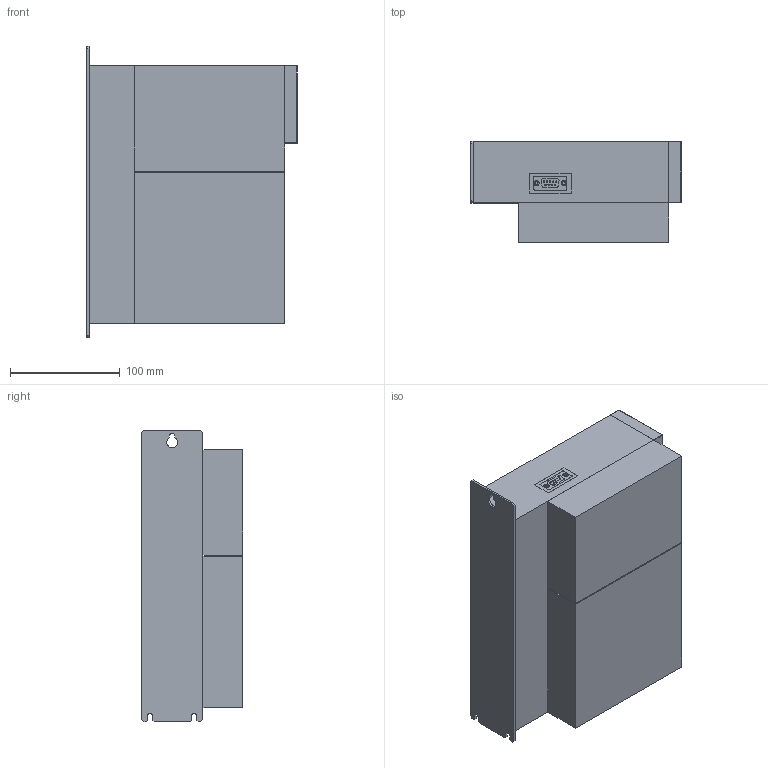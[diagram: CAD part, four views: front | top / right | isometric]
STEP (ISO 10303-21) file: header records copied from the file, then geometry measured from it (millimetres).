
FILE_DESCRIPTION (( 'STEP AP203' ), '1' );
FILE_NAME ('MFC-S024 MFC-S060 + DP Option 1 and 2.STEP', '2024-11-19T17:29:29', ( '' ), ( '' ), 'SwSTEP 2.0', 'SolidWorks 2024', '' );
FILE_SCHEMA (( 'CONFIG_CONTROL_DESIGN' ));
Length unit declared in the file: millimetre
Products named in the file (5): DP-01; MFC-Option 2; MFC-S024 MFC-S060 + DP Option 1 and 2; MFC-Option 1; MFC-S024 MFC-S060
Assembly tree (4 placements, depth 2):
  MFC-S024 MFC-S060 + DP Option 1 and 2
    MFC-S024 MFC-S060
    MFC-Option 2
    MFC-Option 1
    DP-01
Bounding box: 191.3 x 92 x 265 mm (x, y, z)
Volume: 3565859.4 mm3; surface area: 273006.5 mm2
Topology: 5 solids, 5 shells, 4993 faces, 13585 edges, 9050 vertices
Faces by surface type: plane 3221, bspline 1701, cylinder 67, sphere 4
Entity records: 164413 total; most frequent: CARTESIAN_POINT 49257, ORIENTED_EDGE 27162, DIRECTION 16909, EDGE_CURVE 13581, LINE 10043, VECTOR 10043, VERTEX_POINT 9050, EDGE_LOOP 5447
